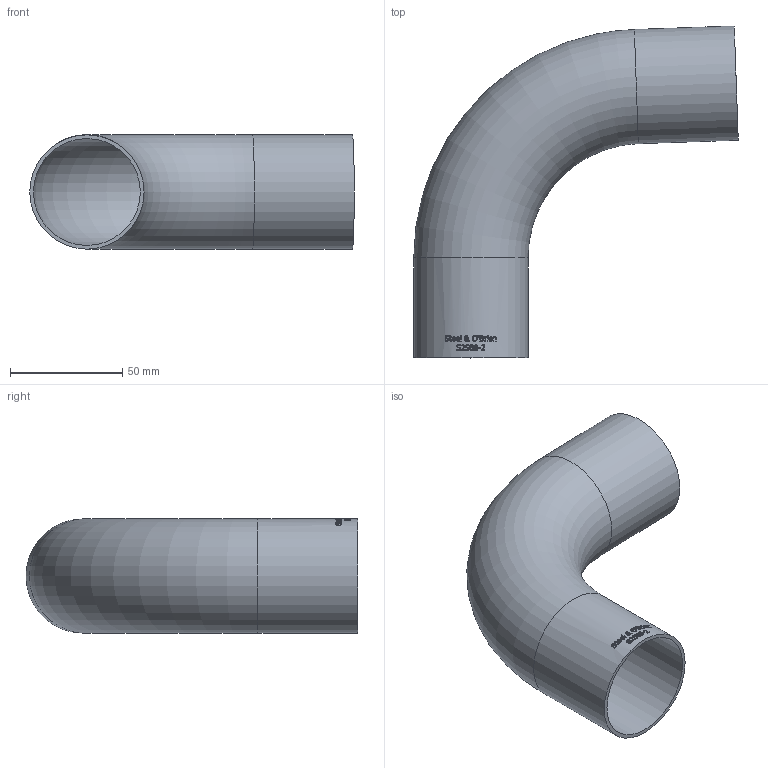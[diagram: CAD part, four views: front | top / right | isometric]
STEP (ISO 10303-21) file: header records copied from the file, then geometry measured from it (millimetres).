
FILE_DESCRIPTION(/* description */ (''),/* implementation_level */ '2;1');
FILE_NAME(/* name */ 'S2S88-2.stp',/* time_stamp */ '2018-11-27T14:56:06-05:00',/* author */ ('ken'),/* organization */ (''),/* preprocessor_version */ 'ST-DEVELOPER v15.2',/* originating_system */ 'Autodesk Inventor 2014',/* authorisation */ '');
FILE_SCHEMA (('AUTOMOTIVE_DESIGN { 1 0 10303 214 3 1 1 }'));
Length unit declared in the file: inch
Products named in the file (1): S2S88-2
Bounding box: 144.25 x 147.54 x 50.8 mm (x, y, z)
Volume: 52493.8 mm3; surface area: 64132.1 mm2
Topology: 1 solids, 1 shells, 360 faces, 971 edges, 646 vertices
Faces by surface type: bspline 211, plane 110, cylinder 37, torus 2
Full cylindrical faces by diameter (mm): 47.498 x2, 50.8 x2
Entity records: 15306 total; most frequent: CARTESIAN_POINT 7562, ORIENTED_EDGE 1930, EDGE_CURVE 965, DIRECTION 965, VERTEX_POINT 646, B_SPLINE_CURVE_WITH_KNOTS 422, LINE 421, VECTOR 421
